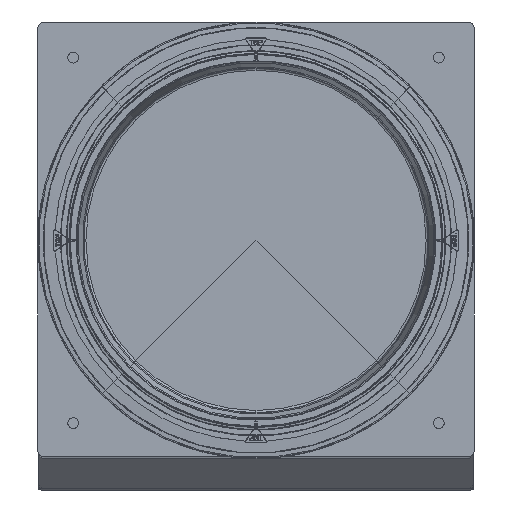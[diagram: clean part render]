
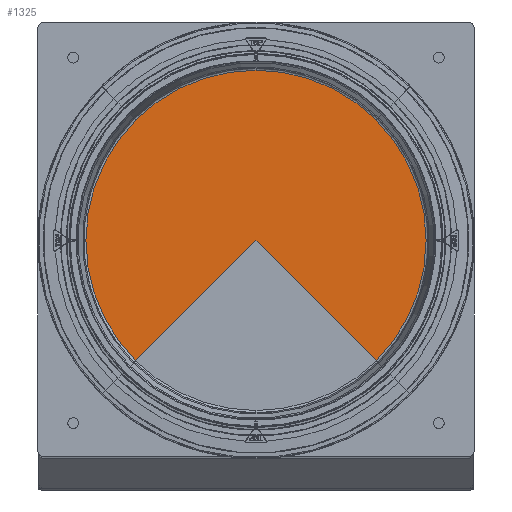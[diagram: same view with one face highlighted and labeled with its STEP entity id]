
A CAD part, left-side view. The second image highlights one B-rep face of the part: STEP entity #1325.
In plain terms, the highlighted face is planar.
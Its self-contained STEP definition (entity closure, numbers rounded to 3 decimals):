
#1325=ADVANCED_FACE('4051019_Wandhuelse_vereinfacht',(#3393),#3394,.T.);
#3393=FACE_OUTER_BOUND('',#7097,.T.);
#3394=PLANE('',#7098);
#7097=EDGE_LOOP('',(#16807,#16808,#16809,#16810,#16811,#16812,#16813,#16814));
#7098=AXIS2_PLACEMENT_3D('',#16815,#16816,#16817);
#16807=ORIENTED_EDGE('',*,*,#17462,.T.);
#16808=ORIENTED_EDGE('',*,*,#18077,.T.);
#16809=ORIENTED_EDGE('',*,*,#17430,.T.);
#16810=ORIENTED_EDGE('',*,*,#18496,.T.);
#16811=ORIENTED_EDGE('',*,*,#18910,.T.);
#16812=ORIENTED_EDGE('',*,*,#18909,.F.);
#16813=ORIENTED_EDGE('',*,*,#17366,.T.);
#16814=ORIENTED_EDGE('',*,*,#19257,.T.);
#16815=CARTESIAN_POINT('',(53.255,53.255,52.294));
#16816=DIRECTION('',(0.,0.,1.0));
#16817=DIRECTION('',(-0.707,0.707,0.0));
#17366=EDGE_CURVE('',#20161,#20158,#20162,.T.);
#17430=EDGE_CURVE('',#20289,#20286,#20290,.T.);
#17462=EDGE_CURVE('',#20353,#20350,#20354,.T.);
#18077=EDGE_CURVE('',#20350,#20289,#21375,.T.);
#18496=EDGE_CURVE('',#20286,#20225,#22042,.T.);
#18909=EDGE_CURVE('',#20161,#22700,#22701,.F.);
#18910=EDGE_CURVE('',#20225,#22700,#22702,.F.);
#19257=EDGE_CURVE('',#20158,#20353,#23221,.T.);
#20158=VERTEX_POINT('',#25773);
#20161=VERTEX_POINT('',#25776);
#20162=CIRCLE('',#25777,74.);
#20225=VERTEX_POINT('',#25872);
#20286=VERTEX_POINT('',#25965);
#20289=VERTEX_POINT('',#25968);
#20290=CIRCLE('',#25969,74.);
#20350=VERTEX_POINT('',#26061);
#20353=VERTEX_POINT('',#26064);
#20354=CIRCLE('',#26065,74.);
#21375=CIRCLE('',#28474,74.);
#22042=CIRCLE('',#29971,74.);
#22700=VERTEX_POINT('',#31449);
#22701=LINE('',#31450,#31451);
#22702=LINE('',#31452,#31453);
#23221=CIRCLE('',#32441,74.);
#25773=CARTESIAN_POINT('',(0.,-74.,52.294));
#25776=CARTESIAN_POINT('',(-52.326,-52.326,52.294));
#25777=AXIS2_PLACEMENT_3D('',#33489,#33490,#33491);
#25872=CARTESIAN_POINT('',(-52.326,52.326,52.294));
#25965=CARTESIAN_POINT('',(0.,74.,52.294));
#25968=CARTESIAN_POINT('',(52.326,52.326,52.294));
#25969=AXIS2_PLACEMENT_3D('',#33633,#33634,#33635);
#26061=CARTESIAN_POINT('',(74.,0.,52.294));
#26064=CARTESIAN_POINT('',(52.326,-52.326,52.294));
#26065=AXIS2_PLACEMENT_3D('',#33705,#33706,#33707);
#28474=AXIS2_PLACEMENT_3D('',#34518,#34519,#34520);
#29971=AXIS2_PLACEMENT_3D('',#35118,#35119,#35120);
#31449=CARTESIAN_POINT('',(0.,0.,52.294));
#31450=CARTESIAN_POINT('',(-26.163,-26.163,52.294));
#31451=VECTOR('',#35714,1.0);
#31452=CARTESIAN_POINT('',(-26.163,26.163,52.294));
#31453=VECTOR('',#35715,1.0);
#32441=AXIS2_PLACEMENT_3D('',#36314,#36315,#36316);
#33489=CARTESIAN_POINT('',(0.,0.,52.294));
#33490=DIRECTION('',(0.,0.,1.0));
#33491=DIRECTION('',(1.0,0.,0.));
#33633=CARTESIAN_POINT('',(0.,0.,52.294));
#33634=DIRECTION('',(0.,0.,1.0));
#33635=DIRECTION('',(1.0,0.,0.));
#33705=CARTESIAN_POINT('',(0.,0.,52.294));
#33706=DIRECTION('',(0.,0.,1.0));
#33707=DIRECTION('',(1.0,0.,0.));
#34518=CARTESIAN_POINT('',(0.,0.,52.294));
#34519=DIRECTION('',(0.,0.,1.0));
#34520=DIRECTION('',(1.0,0.,0.));
#35118=CARTESIAN_POINT('',(0.,0.,52.294));
#35119=DIRECTION('',(0.,0.,1.0));
#35120=DIRECTION('',(1.0,0.,0.));
#35714=DIRECTION('',(-0.707,-0.707,0.));
#35715=DIRECTION('',(-0.707,0.707,0.0));
#36314=CARTESIAN_POINT('',(0.,0.,52.294));
#36315=DIRECTION('',(0.,0.,1.0));
#36316=DIRECTION('',(1.0,0.,0.));
